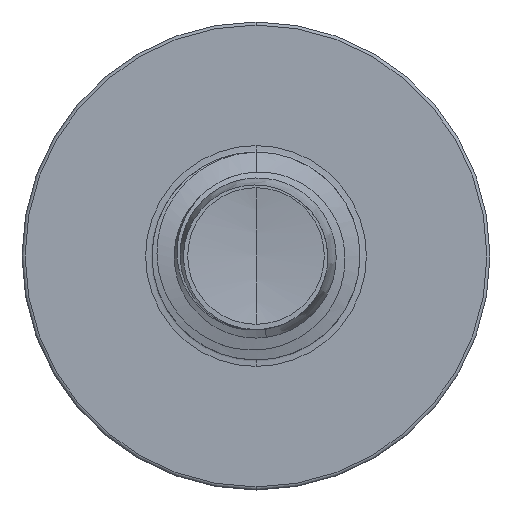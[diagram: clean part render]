
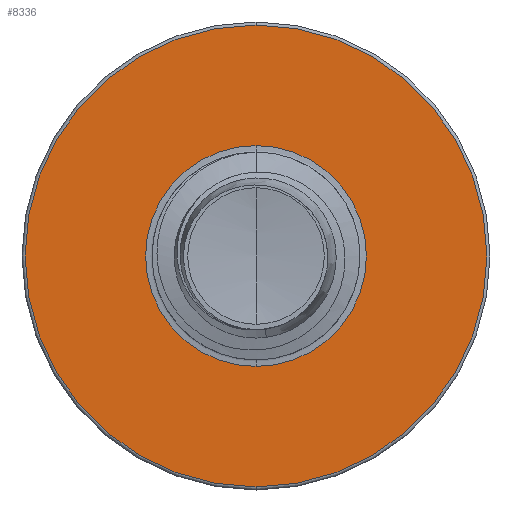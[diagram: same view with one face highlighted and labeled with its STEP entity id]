
A CAD part, front view. The second image highlights one B-rep face of the part: STEP entity #8336.
In plain terms, the highlighted planar face has unit normal (0, -1, 0).
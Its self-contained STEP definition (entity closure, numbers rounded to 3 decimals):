
#1325 = VERTEX_POINT ( 'NONE', #10404 ) ;
#2291 = EDGE_CURVE ( 'NONE', #11201, #18086, #12751, .T. ) ;
#2665 = DIRECTION ( 'NONE',  ( 0., 0., 1. ) ) ;
#2699 = DIRECTION ( 'NONE',  ( 0., 1., 0. ) ) ;
#2722 = CARTESIAN_POINT ( 'NONE',  ( 0., 7., 0. ) ) ;
#3008 = ORIENTED_EDGE ( 'NONE', *, *, #17928, .F. ) ;
#3122 = DIRECTION ( 'NONE',  ( 0., 0., 1. ) ) ;
#3140 = DIRECTION ( 'NONE',  ( 0., 1., 0. ) ) ;
#3143 = CARTESIAN_POINT ( 'NONE',  ( 0., 7., 0. ) ) ;
#3595 = ORIENTED_EDGE ( 'NONE', *, *, #4214, .F. ) ;
#3750 = ORIENTED_EDGE ( 'NONE', *, *, #10447, .T. ) ;
#4214 = EDGE_CURVE ( 'NONE', #14952, #1325, #15749, .T. ) ;
#5368 = AXIS2_PLACEMENT_3D ( 'NONE', #2722, #2699, #2665 ) ;
#5854 = DIRECTION ( 'NONE',  ( 0., 1., 0. ) ) ;
#5998 = FACE_OUTER_BOUND ( 'NONE', #6635, .T. ) ;
#6031 = CARTESIAN_POINT ( 'NONE',  ( 0., 7., 0. ) ) ;
#6423 = CIRCLE ( 'NONE', #13987, 6.66 ) ;
#6635 = EDGE_LOOP ( 'NONE', ( #3008, #3595 ) ) ;
#7506 = DIRECTION ( 'NONE',  ( 0., 0., 1. ) ) ;
#8336 = ADVANCED_FACE ( 'NONE', ( #5998, #13775 ), #9527, .F. ) ;
#8788 = DIRECTION ( 'NONE',  ( 0., 0., 1. ) ) ;
#8815 = DIRECTION ( 'NONE',  ( 0., 1., 0. ) ) ;
#8855 = CARTESIAN_POINT ( 'NONE',  ( 0., 7., -3.186 ) ) ;
#8888 = CARTESIAN_POINT ( 'NONE',  ( 0., 7., -6.66 ) ) ;
#9419 = AXIS2_PLACEMENT_3D ( 'NONE', #3143, #3140, #3122 ) ;
#9527 = PLANE ( 'NONE',  #14864 ) ;
#10404 = CARTESIAN_POINT ( 'NONE',  ( 0., 7., 6.66 ) ) ;
#10447 = EDGE_CURVE ( 'NONE', #18086, #11201, #17890, .T. ) ;
#11201 = VERTEX_POINT ( 'NONE', #18513 ) ;
#11894 = AXIS2_PLACEMENT_3D ( 'NONE', #6031, #16145, #7506 ) ;
#12001 = CARTESIAN_POINT ( 'NONE',  ( 0., 7., 3.186 ) ) ;
#12513 = EDGE_LOOP ( 'NONE', ( #3750, #18286 ) ) ;
#12751 = CIRCLE ( 'NONE', #9419, 3.186 ) ;
#13775 = FACE_BOUND ( 'NONE', #12513, .T. ) ;
#13987 = AXIS2_PLACEMENT_3D ( 'NONE', #14556, #5854, #15980 ) ;
#14556 = CARTESIAN_POINT ( 'NONE',  ( 0., 7., 0. ) ) ;
#14864 = AXIS2_PLACEMENT_3D ( 'NONE', #8855, #8815, #8788 ) ;
#14952 = VERTEX_POINT ( 'NONE', #8888 ) ;
#15749 = CIRCLE ( 'NONE', #5368, 6.66 ) ;
#15980 = DIRECTION ( 'NONE',  ( 0., 0., 1. ) ) ;
#16145 = DIRECTION ( 'NONE',  ( 0., 1., 0. ) ) ;
#17890 = CIRCLE ( 'NONE', #11894, 3.186 ) ;
#17928 = EDGE_CURVE ( 'NONE', #1325, #14952, #6423, .T. ) ;
#18086 = VERTEX_POINT ( 'NONE', #12001 ) ;
#18286 = ORIENTED_EDGE ( 'NONE', *, *, #2291, .T. ) ;
#18513 = CARTESIAN_POINT ( 'NONE',  ( 0., 7., -3.186 ) ) ;
